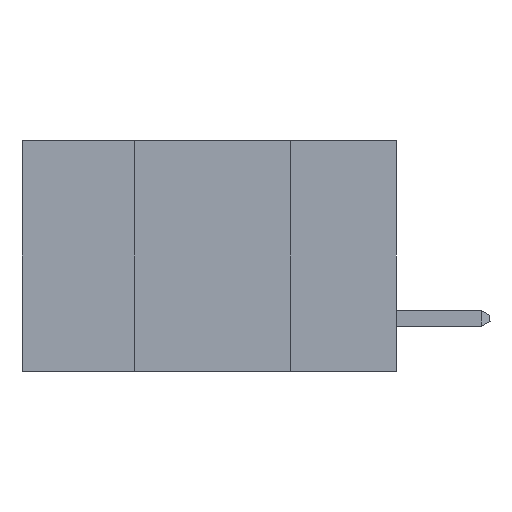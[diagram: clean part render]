
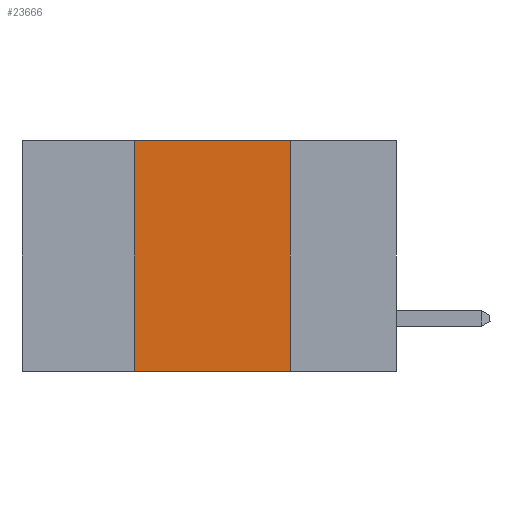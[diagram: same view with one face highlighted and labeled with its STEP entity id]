
A CAD part, left-side view. The second image highlights one B-rep face of the part: STEP entity #23666.
In plain terms, the highlighted planar face has unit normal (-1, 0, 0).
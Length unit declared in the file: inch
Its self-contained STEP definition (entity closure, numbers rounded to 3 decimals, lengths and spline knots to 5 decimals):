
#103 = CARTESIAN_POINT ( 'NONE',  ( 0., 0.17, 0. ) ) ;
#533 = CARTESIAN_POINT ( 'NONE',  ( 0., 0.6, -0.37 ) ) ;
#2741 = EDGE_CURVE ( 'NONE', #10489, #11128, #26068, .T. ) ;
#4136 = CARTESIAN_POINT ( 'NONE',  ( 0., 0.42, 0. ) ) ;
#4148 = EDGE_CURVE ( 'NONE', #10489, #17335, #15288, .T. ) ;
#4463 = LINE ( 'NONE', #103, #25851 ) ;
#5864 = CARTESIAN_POINT ( 'NONE',  ( 0., 0.42, -0.37 ) ) ;
#7534 = PLANE ( 'NONE',  #19652 ) ;
#9010 = DIRECTION ( 'NONE',  ( 0., -1., 0. ) ) ;
#9020 = VECTOR ( 'NONE', #9010, 39.37008 ) ;
#9228 = VERTEX_POINT ( 'NONE', #23944 ) ;
#9825 = CARTESIAN_POINT ( 'NONE',  ( 0., 0.6, 0. ) ) ;
#10147 = ORIENTED_EDGE ( 'NONE', *, *, #12766, .F. ) ;
#10489 = VERTEX_POINT ( 'NONE', #5864 ) ;
#11128 = VERTEX_POINT ( 'NONE', #26941 ) ;
#12005 = DIRECTION ( 'NONE',  ( 0., -1., 0. ) ) ;
#12607 = EDGE_CURVE ( 'NONE', #17335, #9228, #19921, .T. ) ;
#12766 = EDGE_CURVE ( 'NONE', #9228, #11128, #4463, .T. ) ;
#14127 = DIRECTION ( 'NONE',  ( 0., 0., -1. ) ) ;
#15083 = EDGE_LOOP ( 'NONE', ( #10147, #15856, #22187, #25208 ) ) ;
#15288 = LINE ( 'NONE', #23247, #25939 ) ;
#15431 = FACE_OUTER_BOUND ( 'NONE', #15083, .T. ) ;
#15856 = ORIENTED_EDGE ( 'NONE', *, *, #12607, .F. ) ;
#17335 = VERTEX_POINT ( 'NONE', #4136 ) ;
#19236 = VECTOR ( 'NONE', #12005, 39.37008 ) ;
#19652 = AXIS2_PLACEMENT_3D ( 'NONE', #20471, #26851, #14127 ) ;
#19921 = LINE ( 'NONE', #9825, #19236 ) ;
#20471 = CARTESIAN_POINT ( 'NONE',  ( 0., 0.6, 0. ) ) ;
#22187 = ORIENTED_EDGE ( 'NONE', *, *, #4148, .F. ) ;
#23247 = CARTESIAN_POINT ( 'NONE',  ( 0., 0.42, 0. ) ) ;
#23666 = ADVANCED_FACE ( 'NONE', ( #15431 ), #7534, .F. ) ;
#23944 = CARTESIAN_POINT ( 'NONE',  ( 0., 0.17, 0. ) ) ;
#25208 = ORIENTED_EDGE ( 'NONE', *, *, #2741, .T. ) ;
#25377 = DIRECTION ( 'NONE',  ( 0., 0., 1. ) ) ;
#25674 = DIRECTION ( 'NONE',  ( 0., 0., -1. ) ) ;
#25851 = VECTOR ( 'NONE', #25674, 39.37008 ) ;
#25939 = VECTOR ( 'NONE', #25377, 39.37008 ) ;
#26068 = LINE ( 'NONE', #533, #9020 ) ;
#26851 = DIRECTION ( 'NONE',  ( 1., 0., 0. ) ) ;
#26941 = CARTESIAN_POINT ( 'NONE',  ( 0., 0.17, -0.37 ) ) ;
